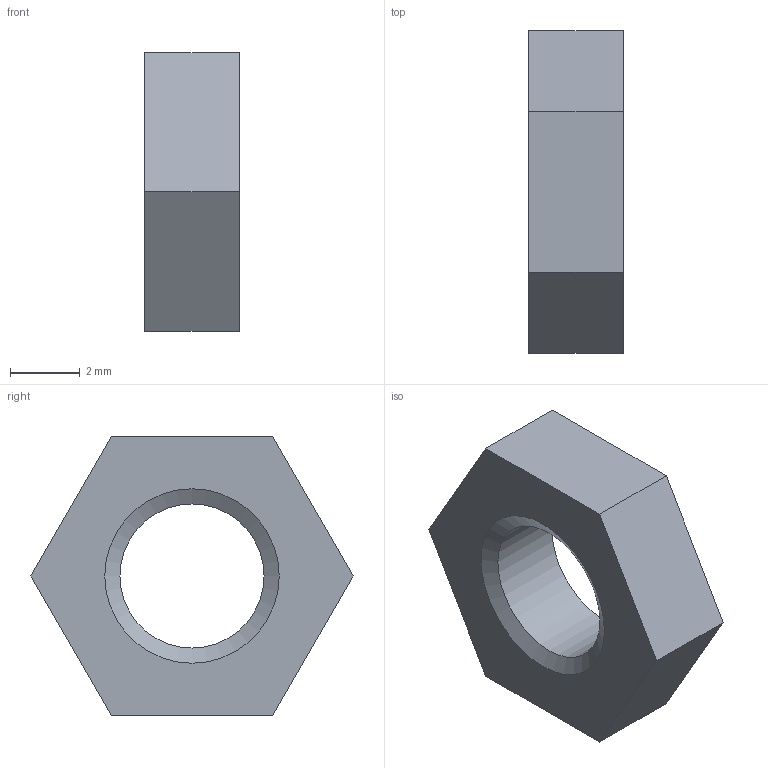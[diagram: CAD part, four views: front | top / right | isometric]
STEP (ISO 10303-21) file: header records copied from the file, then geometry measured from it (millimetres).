
FILE_DESCRIPTION(/* description */ ('Hex Nut'),/* implementation_level */ '2;1');
FILE_NAME(/* name */ 'AS 1474 - M5(1).stp',/* time_stamp */ '2025-04-21T21:26:38+02:00',/* author */ ('roone'),/* organization */ (''),/* preprocessor_version */ 'ST-DEVELOPER v20',/* originating_system */ 'Autodesk Inventor 2025',/* authorisation */ '');
FILE_SCHEMA (('AUTOMOTIVE_DESIGN { 1 0 10303 214 3 1 1 }'));
Length unit declared in the file: millimetre
Products named in the file (1): AS 1474 - M5
Bounding box: 2.7 x 9.24 x 8 mm (x, y, z)
Volume: 111.9 mm3; surface area: 189.3 mm2
Topology: 1 solids, 1 shells, 11 faces, 26 edges, 17 vertices
Faces by surface type: plane 8, cone 2, cylinder 1
Full cylindrical faces by diameter (mm): 4.134 x1
Entity records: 364 total; most frequent: DIRECTION 55, CARTESIAN_POINT 55, ORIENTED_EDGE 52, EDGE_CURVE 26, LINE 21, VECTOR 21, VERTEX_POINT 17, AXIS2_PLACEMENT_3D 17
